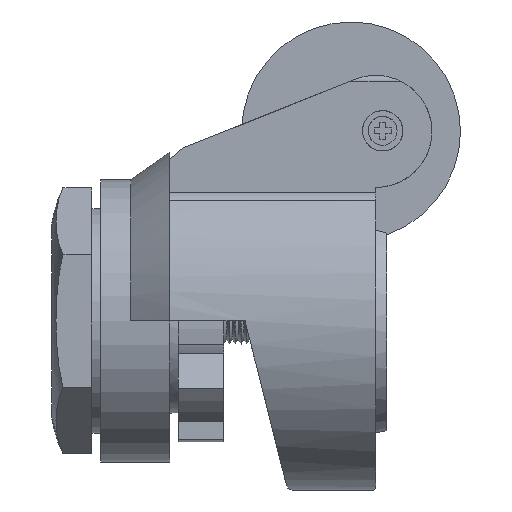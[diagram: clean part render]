
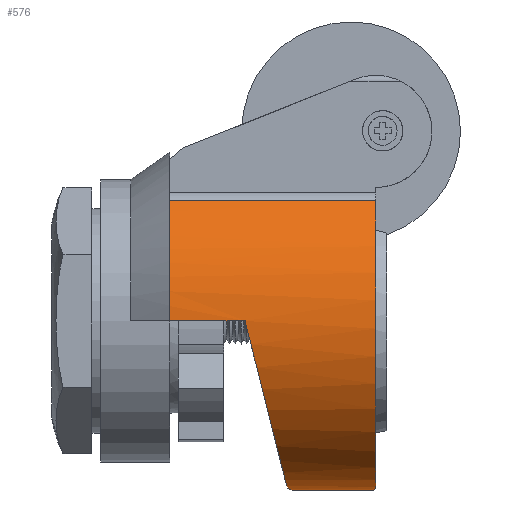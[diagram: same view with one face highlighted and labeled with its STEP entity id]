
A CAD part, left-side view. The second image highlights one B-rep face of the part: STEP entity #576.
In plain terms, the highlighted cylindrical face has radius 29.35 mm (diameter 58.7 mm), a partial arc.
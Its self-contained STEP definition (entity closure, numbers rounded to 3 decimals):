
#576 = ADVANCED_FACE( '', ( #1219 ), #1220, .T. );
#1219 = FACE_OUTER_BOUND( '', #1909, .T. );
#1220 = CYLINDRICAL_SURFACE( '', #1910, 29.35 );
#1909 = EDGE_LOOP( '', ( #3452, #3453, #3454, #3455, #3456, #3457, #3458, #3459 ) );
#1910 = AXIS2_PLACEMENT_3D( '', #3460, #3461, #3462 );
#3452 = ORIENTED_EDGE( '', *, *, #3886, .F. );
#3453 = ORIENTED_EDGE( '', *, *, #4209, .F. );
#3454 = ORIENTED_EDGE( '', *, *, #4210, .F. );
#3455 = ORIENTED_EDGE( '', *, *, #4205, .F. );
#3456 = ORIENTED_EDGE( '', *, *, #4169, .F. );
#3457 = ORIENTED_EDGE( '', *, *, #4088, .F. );
#3458 = ORIENTED_EDGE( '', *, *, #3831, .T. );
#3459 = ORIENTED_EDGE( '', *, *, #4158, .F. );
#3460 = CARTESIAN_POINT( '', ( 0., -80., 0. ) );
#3461 = DIRECTION( '', ( 0., -1., 0. ) );
#3462 = DIRECTION( '', ( 0., 0., 1. ) );
#3831 = EDGE_CURVE( '', #4618, #4619, #4620, .T. );
#3886 = EDGE_CURVE( '', #4702, #4704, #4705, .T. );
#4088 = EDGE_CURVE( '', #4618, #4984, #4985, .F. );
#4158 = EDGE_CURVE( '', #4704, #4619, #5068, .T. );
#4169 = EDGE_CURVE( '', #4984, #5079, #5081, .T. );
#4205 = EDGE_CURVE( '', #5079, #5120, #5121, .T. );
#4209 = EDGE_CURVE( '', #5126, #4702, #5127, .F. );
#4210 = EDGE_CURVE( '', #5120, #5126, #5128, .T. );
#4618 = VERTEX_POINT( '', #6298 );
#4619 = VERTEX_POINT( '', #6299 );
#4620 = LINE( '', #6300, #6301 );
#4702 = VERTEX_POINT( '', #6512 );
#4704 = VERTEX_POINT( '', #6515 );
#4705 = LINE( '', #6516, #6517 );
#4984 = VERTEX_POINT( '', #7155 );
#4985 = CIRCLE( '', #7156, 29.35 );
#5068 = CIRCLE( '', #7333, 29.35 );
#5079 = VERTEX_POINT( '', #7349 );
#5081 = B_SPLINE_CURVE_WITH_KNOTS( '', 3, ( #7364, #7365, #7366, #7367, #7368, #7369, #7370, #7371, #7372, #7373, #7374, #7375, #7376, #7377 ), .UNSPECIFIED., .F., .F., ( 4, 2, 2, 2, 2, 2, 4 ), ( 0., 0.001, 0.003, 0.004, 0.005, 0.005, 0.005 ), .UNSPECIFIED. );
#5120 = VERTEX_POINT( '', #7458 );
#5121 = LINE( '', #7459, #7460 );
#5126 = VERTEX_POINT( '', #7478 );
#5127 = ELLIPSE( '', #7479, 30.268, 29.35 );
#5128 = B_SPLINE_CURVE_WITH_KNOTS( '', 3, ( #7480, #7481, #7482, #7483, #7484, #7485, #7486, #7487, #7488, #7489, #7490, #7491, #7492, #7493 ), .UNSPECIFIED., .F., .F., ( 4, 2, 2, 2, 2, 2, 4 ), ( 0., 0., 0., 0.001, 0.002, 0.003, 0.007 ), .UNSPECIFIED. );
#6298 = CARTESIAN_POINT( '', ( -20.596, -35.811, 20.91 ) );
#6299 = CARTESIAN_POINT( '', ( -20.596, 0., 20.91 ) );
#6300 = CARTESIAN_POINT( '', ( -20.596, -80., 20.91 ) );
#6301 = VECTOR( '', #7816, 1000. );
#6512 = CARTESIAN_POINT( '', ( -29.35, -13.111, 0. ) );
#6515 = CARTESIAN_POINT( '', ( -29.35, 0., 0. ) );
#6516 = CARTESIAN_POINT( '', ( -29.35, -80., 0. ) );
#6517 = VECTOR( '', #7886, 1000. );
#7155 = CARTESIAN_POINT( '', ( -5.393, -35.811, -28.85 ) );
#7156 = AXIS2_PLACEMENT_3D( '', #8099, #8100, #8101 );
#7333 = AXIS2_PLACEMENT_3D( '', #8160, #8161, #8162 );
#7349 = CARTESIAN_POINT( '', ( 0., -35.329, -29.35 ) );
#7364 = CARTESIAN_POINT( '', ( -5.393, -35.811, -28.85 ) );
#7365 = CARTESIAN_POINT( '', ( -4.946, -35.811, -28.934 ) );
#7366 = CARTESIAN_POINT( '', ( -4.497, -35.791, -29.007 ) );
#7367 = CARTESIAN_POINT( '', ( -3.598, -35.73, -29.132 ) );
#7368 = CARTESIAN_POINT( '', ( -3.15, -35.689, -29.184 ) );
#7369 = CARTESIAN_POINT( '', ( -2.252, -35.594, -29.267 ) );
#7370 = CARTESIAN_POINT( '', ( -1.803, -35.541, -29.298 ) );
#7371 = CARTESIAN_POINT( '', ( -1.128, -35.458, -29.329 ) );
#7372 = CARTESIAN_POINT( '', ( -0.903, -35.429, -29.337 ) );
#7373 = CARTESIAN_POINT( '', ( -0.565, -35.387, -29.344 ) );
#7374 = CARTESIAN_POINT( '', ( -0.453, -35.372, -29.346 ) );
#7375 = CARTESIAN_POINT( '', ( -0.227, -35.345, -29.349 ) );
#7376 = CARTESIAN_POINT( '', ( -0.115, -35.329, -29.35 ) );
#7377 = CARTESIAN_POINT( '', ( 0., -35.329, -29.35 ) );
#7458 = CARTESIAN_POINT( '', ( 0., -21.264, -29.35 ) );
#7459 = CARTESIAN_POINT( '', ( 0., -80., -29.35 ) );
#7460 = VECTOR( '', #8183, 1000. );
#7478 = CARTESIAN_POINT( '', ( -6.616, -20.32, -28.594 ) );
#7479 = AXIS2_PLACEMENT_3D( '', #8187, #8188, #8189 );
#7480 = CARTESIAN_POINT( '', ( 0., -21.264, -29.35 ) );
#7481 = CARTESIAN_POINT( '', ( -0.072, -21.264, -29.35 ) );
#7482 = CARTESIAN_POINT( '', ( -0.141, -21.254, -29.349 ) );
#7483 = CARTESIAN_POINT( '', ( -0.281, -21.232, -29.348 ) );
#7484 = CARTESIAN_POINT( '', ( -0.35, -21.22, -29.348 ) );
#7485 = CARTESIAN_POINT( '', ( -0.558, -21.184, -29.345 ) );
#7486 = CARTESIAN_POINT( '', ( -0.696, -21.159, -29.342 ) );
#7487 = CARTESIAN_POINT( '', ( -1.112, -21.084, -29.33 ) );
#7488 = CARTESIAN_POINT( '', ( -1.388, -21.034, -29.318 ) );
#7489 = CARTESIAN_POINT( '', ( -2.219, -20.887, -29.271 ) );
#7490 = CARTESIAN_POINT( '', ( -2.77, -20.792, -29.224 ) );
#7491 = CARTESIAN_POINT( '', ( -4.422, -20.531, -29.036 ) );
#7492 = CARTESIAN_POINT( '', ( -5.518, -20.384, -28.848 ) );
#7493 = CARTESIAN_POINT( '', ( -6.616, -20.32, -28.594 ) );
#7816 = DIRECTION( '', ( 0., 1., 0. ) );
#7886 = DIRECTION( '', ( 0., 1., 0. ) );
#8099 = CARTESIAN_POINT( '', ( 0., -35.811, 0. ) );
#8100 = DIRECTION( '', ( 0., 1., 0. ) );
#8101 = DIRECTION( '', ( 0., 0., 1. ) );
#8160 = CARTESIAN_POINT( '', ( 0., 0., 0. ) );
#8161 = DIRECTION( '', ( 0., 1., 0. ) );
#8162 = DIRECTION( '', ( 1., 0., 0. ) );
#8183 = DIRECTION( '', ( 0., 1., 0. ) );
#8187 = CARTESIAN_POINT( '', ( 0., -13.111, 0. ) );
#8188 = DIRECTION( '', ( 0., -0.97, 0.244 ) );
#8189 = DIRECTION( '', ( 0., 0.244, 0.97 ) );
